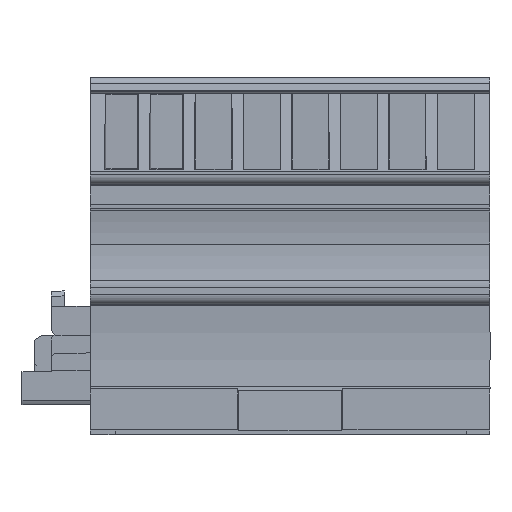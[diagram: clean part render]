
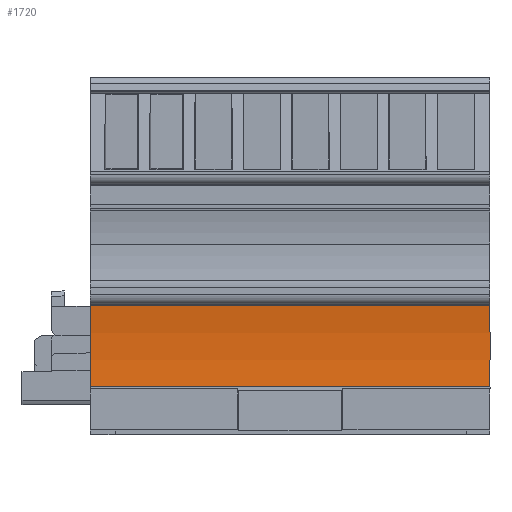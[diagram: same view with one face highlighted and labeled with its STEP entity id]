
A CAD part, front view. The second image highlights one B-rep face of the part: STEP entity #1720.
In plain terms, the highlighted cylindrical face has radius 32 mm (diameter 64 mm), a partial arc.
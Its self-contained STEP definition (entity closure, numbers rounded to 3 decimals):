
#1679=CARTESIAN_POINT('',(42.555,36.1,-115.895));
#1680=DIRECTION('',(-0.,-0.,1.));
#1681=DIRECTION('',(0.993,-0.122,0.));
#1682=AXIS2_PLACEMENT_3D('',#1679,#1680,#1681);
#1683=CYLINDRICAL_SURFACE('',#1682,32.);
#1684=CARTESIAN_POINT('',(10.794,40.,-68.395));
#1685=VERTEX_POINT('',#1684);
#1686=CARTESIAN_POINT('',(10.794,40.,-108.395));
#1687=VERTEX_POINT('',#1686);
#1688=CARTESIAN_POINT('',(10.794,40.,-68.395));
#1689=DIRECTION('',(0.,0.,-1.));
#1690=VECTOR('',#1689,40.);
#1691=LINE('',#1688,#1690);
#1692=EDGE_CURVE('',#1685,#1687,#1691,.T.);
#1693=ORIENTED_EDGE('',*,*,#1692,.F.);
#1694=CARTESIAN_POINT('',(10.838,31.853,-68.395));
#1695=VERTEX_POINT('',#1694);
#1696=CARTESIAN_POINT('',(42.555,36.1,-68.395));
#1697=DIRECTION('',(-0.,-0.,1.));
#1698=DIRECTION('',(0.993,-0.122,0.));
#1699=AXIS2_PLACEMENT_3D('',#1696,#1697,#1698);
#1700=CIRCLE('',#1699,32.);
#1701=EDGE_CURVE('',#1685,#1695,#1700,.T.);
#1702=ORIENTED_EDGE('',*,*,#1701,.T.);
#1703=CARTESIAN_POINT('',(10.838,31.853,-108.395));
#1704=VERTEX_POINT('',#1703);
#1705=CARTESIAN_POINT('',(10.838,31.853,-68.395));
#1706=DIRECTION('',(0.,0.,-1.));
#1707=VECTOR('',#1706,40.);
#1708=LINE('',#1705,#1707);
#1709=EDGE_CURVE('',#1695,#1704,#1708,.T.);
#1710=ORIENTED_EDGE('',*,*,#1709,.T.);
#1711=CARTESIAN_POINT('',(42.555,36.1,-108.395));
#1712=DIRECTION('',(-0.,-0.,1.));
#1713=DIRECTION('',(0.993,-0.122,0.));
#1714=AXIS2_PLACEMENT_3D('',#1711,#1712,#1713);
#1715=CIRCLE('',#1714,32.);
#1716=EDGE_CURVE('',#1687,#1704,#1715,.T.);
#1717=ORIENTED_EDGE('',*,*,#1716,.F.);
#1718=EDGE_LOOP('',(#1693,#1702,#1710,#1717));
#1719=FACE_BOUND('',#1718,.T.);
#1720=ADVANCED_FACE('',(#1719),#1683,.F.);
